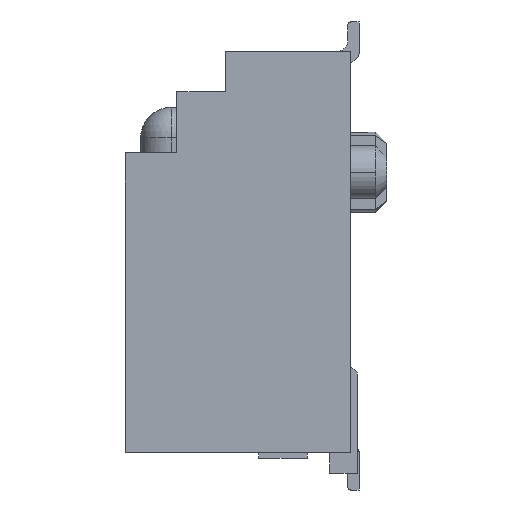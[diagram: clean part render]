
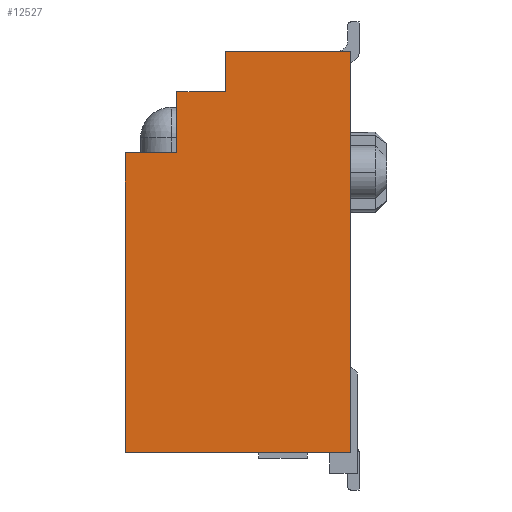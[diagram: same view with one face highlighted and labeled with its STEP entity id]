
A CAD part, left-side view. The second image highlights one B-rep face of the part: STEP entity #12527.
In plain terms, the highlighted planar face has unit normal (-1, 0, 0).
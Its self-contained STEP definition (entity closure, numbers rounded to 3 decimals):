
#127 = VECTOR ( 'NONE', #42811, 1000. ) ;
#2223 = VERTEX_POINT ( 'NONE', #30641 ) ;
#3072 = VECTOR ( 'NONE', #16742, 1000. ) ;
#3669 = EDGE_CURVE ( 'NONE', #15336, #42369, #43212, .T. ) ;
#5005 = CARTESIAN_POINT ( 'NONE',  ( -10.95, 0., -3.28 ) ) ;
#6667 = DIRECTION ( 'NONE',  ( 0., -1., 0. ) ) ;
#8118 = CARTESIAN_POINT ( 'NONE',  ( -10.95, 4.05, 2.1 ) ) ;
#8781 = DIRECTION ( 'NONE',  ( 0., -1., 0. ) ) ;
#9158 = CARTESIAN_POINT ( 'NONE',  ( -10.95, 0., -3.28 ) ) ;
#9242 = VERTEX_POINT ( 'NONE', #5005 ) ;
#9848 = LINE ( 'NONE', #9158, #26296 ) ;
#10732 = ORIENTED_EDGE ( 'NONE', *, *, #22329, .F. ) ;
#11392 = VERTEX_POINT ( 'NONE', #16031 ) ;
#11722 = VECTOR ( 'NONE', #46091, 1000. ) ;
#11752 = EDGE_LOOP ( 'NONE', ( #38411, #36793, #10732, #38058, #25292, #37686, #31975, #44574 ) ) ;
#12527 = ADVANCED_FACE ( 'NONE', ( #42291 ), #17359, .F. ) ;
#12602 = VERTEX_POINT ( 'NONE', #43936 ) ;
#12763 = EDGE_CURVE ( 'NONE', #46815, #11392, #20152, .T. ) ;
#13854 = LINE ( 'NONE', #28331, #127 ) ;
#13920 = VECTOR ( 'NONE', #29375, 1000. ) ;
#14680 = LINE ( 'NONE', #46719, #13920 ) ;
#15336 = VERTEX_POINT ( 'NONE', #17078 ) ;
#16031 = CARTESIAN_POINT ( 'NONE',  ( -10.95, 2.25, 3.2 ) ) ;
#16742 = DIRECTION ( 'NONE',  ( 0., 0., 1. ) ) ;
#17078 = CARTESIAN_POINT ( 'NONE',  ( -10.95, 4.05, 2.1 ) ) ;
#17359 = PLANE ( 'NONE',  #38649 ) ;
#18566 = VECTOR ( 'NONE', #6667, 1000. ) ;
#19827 = VERTEX_POINT ( 'NONE', #36197 ) ;
#20144 = EDGE_CURVE ( 'NONE', #11392, #12602, #13854, .T. ) ;
#20152 = LINE ( 'NONE', #34418, #40635 ) ;
#20319 = EDGE_CURVE ( 'NONE', #15336, #2223, #33755, .T. ) ;
#22329 = EDGE_CURVE ( 'NONE', #12602, #19827, #14680, .T. ) ;
#23861 = EDGE_CURVE ( 'NONE', #42369, #46815, #28369, .T. ) ;
#25292 = ORIENTED_EDGE ( 'NONE', *, *, #12763, .F. ) ;
#26296 = VECTOR ( 'NONE', #38560, 1000. ) ;
#27089 = DIRECTION ( 'NONE',  ( 0., 0., -1. ) ) ;
#27399 = VECTOR ( 'NONE', #27089, 1000. ) ;
#28331 = CARTESIAN_POINT ( 'NONE',  ( -10.95, 2.25, 3.2 ) ) ;
#28369 = LINE ( 'NONE', #45710, #3072 ) ;
#28941 = CARTESIAN_POINT ( 'NONE',  ( -10.95, 3.12, 2.1 ) ) ;
#29375 = DIRECTION ( 'NONE',  ( 0., -1., 0. ) ) ;
#30641 = CARTESIAN_POINT ( 'NONE',  ( -10.95, 4.05, -3.28 ) ) ;
#31602 = CARTESIAN_POINT ( 'NONE',  ( -10.95, 0., -3.28 ) ) ;
#31833 = DIRECTION ( 'NONE',  ( 1., 0., 0. ) ) ;
#31975 = ORIENTED_EDGE ( 'NONE', *, *, #3669, .F. ) ;
#32290 = CARTESIAN_POINT ( 'NONE',  ( -10.95, 4.05, 2.1 ) ) ;
#33011 = EDGE_CURVE ( 'NONE', #9242, #2223, #9848, .T. ) ;
#33755 = LINE ( 'NONE', #8118, #27399 ) ;
#34418 = CARTESIAN_POINT ( 'NONE',  ( -10.95, 3.12, 3.2 ) ) ;
#35641 = LINE ( 'NONE', #31602, #11722 ) ;
#36197 = CARTESIAN_POINT ( 'NONE',  ( -10.95, 0., 3.92 ) ) ;
#36338 = CARTESIAN_POINT ( 'NONE',  ( -10.95, 3.12, 3.2 ) ) ;
#36793 = ORIENTED_EDGE ( 'NONE', *, *, #39325, .T. ) ;
#37686 = ORIENTED_EDGE ( 'NONE', *, *, #23861, .F. ) ;
#38058 = ORIENTED_EDGE ( 'NONE', *, *, #20144, .F. ) ;
#38411 = ORIENTED_EDGE ( 'NONE', *, *, #33011, .F. ) ;
#38560 = DIRECTION ( 'NONE',  ( 0., 1., 0. ) ) ;
#38649 = AXIS2_PLACEMENT_3D ( 'NONE', #38723, #31833, #42774 ) ;
#38723 = CARTESIAN_POINT ( 'NONE',  ( -10.95, 2.025, 0.32 ) ) ;
#39325 = EDGE_CURVE ( 'NONE', #9242, #19827, #35641, .T. ) ;
#40635 = VECTOR ( 'NONE', #8781, 1000. ) ;
#42291 = FACE_OUTER_BOUND ( 'NONE', #11752, .T. ) ;
#42369 = VERTEX_POINT ( 'NONE', #28941 ) ;
#42774 = DIRECTION ( 'NONE',  ( 0., 1., 0. ) ) ;
#42811 = DIRECTION ( 'NONE',  ( 0., 0., 1. ) ) ;
#43212 = LINE ( 'NONE', #32290, #18566 ) ;
#43936 = CARTESIAN_POINT ( 'NONE',  ( -10.95, 2.25, 3.92 ) ) ;
#44574 = ORIENTED_EDGE ( 'NONE', *, *, #20319, .T. ) ;
#45710 = CARTESIAN_POINT ( 'NONE',  ( -10.95, 3.12, 2.1 ) ) ;
#46091 = DIRECTION ( 'NONE',  ( 0., 0., 1. ) ) ;
#46719 = CARTESIAN_POINT ( 'NONE',  ( -10.95, 2.25, 3.92 ) ) ;
#46815 = VERTEX_POINT ( 'NONE', #36338 ) ;
